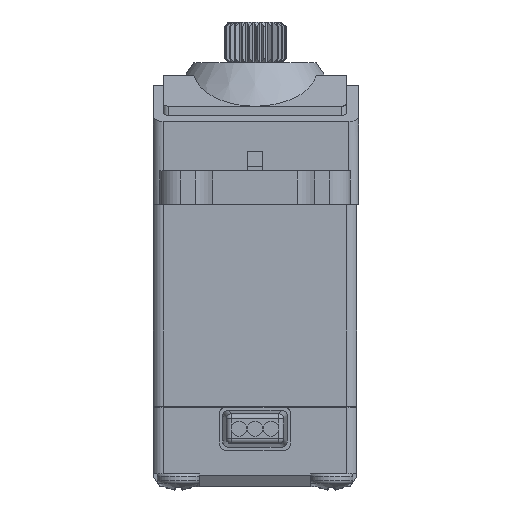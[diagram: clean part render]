
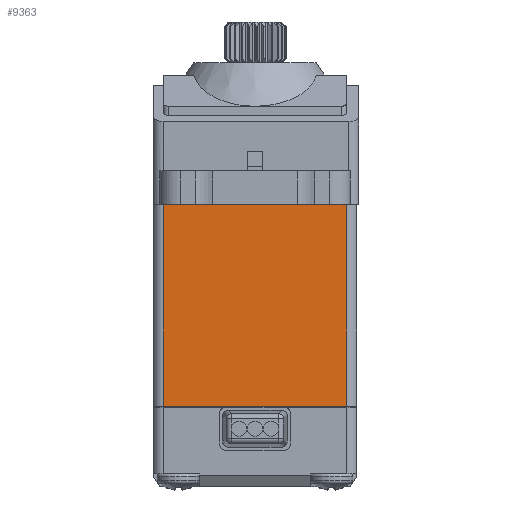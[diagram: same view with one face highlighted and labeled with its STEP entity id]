
A CAD part, left-side view. The second image highlights one B-rep face of the part: STEP entity #9363.
In plain terms, the highlighted planar face has unit normal (-1, 0, 0).
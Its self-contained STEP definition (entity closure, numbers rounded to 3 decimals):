
#516=PLANE('',#10088);
#1055=FACE_OUTER_BOUND('',#1614,.T.);
#1614=EDGE_LOOP('',(#6886,#6887,#6888,#6889));
#2155=LINE('',#14744,#2748);
#2156=LINE('',#14747,#2749);
#2157=LINE('',#14749,#2750);
#2158=LINE('',#14750,#2751);
#2748=VECTOR('',#11610,10.);
#2749=VECTOR('',#11613,10.);
#2750=VECTOR('',#11614,10.);
#2751=VECTOR('',#11615,10.);
#3969=VERTEX_POINT('',#14737);
#3972=VERTEX_POINT('',#14742);
#3973=VERTEX_POINT('',#14746);
#3974=VERTEX_POINT('',#14748);
#5061=EDGE_CURVE('',#3972,#3969,#2155,.T.);
#5062=EDGE_CURVE('',#3973,#3972,#2156,.T.);
#5063=EDGE_CURVE('',#3974,#3973,#2157,.T.);
#5064=EDGE_CURVE('',#3969,#3974,#2158,.F.);
#6886=ORIENTED_EDGE('',*,*,#5061,.F.);
#6887=ORIENTED_EDGE('',*,*,#5062,.F.);
#6888=ORIENTED_EDGE('',*,*,#5063,.F.);
#6889=ORIENTED_EDGE('',*,*,#5064,.F.);
#9363=ADVANCED_FACE('',(#1055),#516,.T.);
#10088=AXIS2_PLACEMENT_3D('',#14745,#11611,#11612);
#11610=DIRECTION('',(0.,0.,1.));
#11611=DIRECTION('center_axis',(-1.,0.,0.));
#11612=DIRECTION('ref_axis',(0.,0.,1.));
#11613=DIRECTION('',(0.,1.,0.));
#11614=DIRECTION('',(0.,0.,-1.));
#11615=DIRECTION('',(0.,1.,0.));
#14737=CARTESIAN_POINT('',(-10.,9.,-17.9));
#14742=CARTESIAN_POINT('',(-10.,9.,-37.7));
#14744=CARTESIAN_POINT('',(-10.,9.,-82.88));
#14745=CARTESIAN_POINT('Origin',(-10.,9.2,-82.88));
#14746=CARTESIAN_POINT('',(-10.,-9.,-37.7));
#14747=CARTESIAN_POINT('',(-10.,9.2,-37.7));
#14748=CARTESIAN_POINT('',(-10.,-9.,-17.9));
#14749=CARTESIAN_POINT('',(-10.,-9.,-82.88));
#14750=CARTESIAN_POINT('',(-10.,9.2,-17.9));
